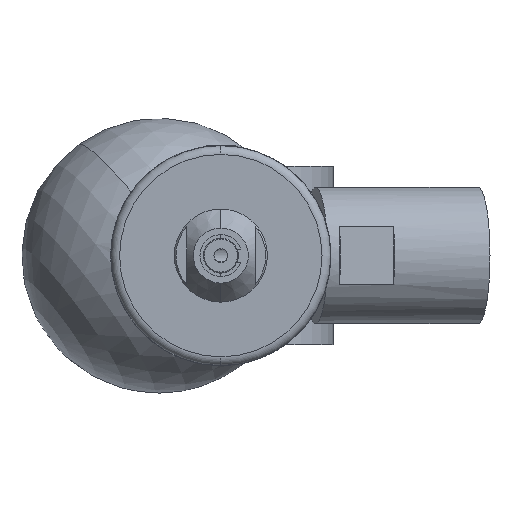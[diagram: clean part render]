
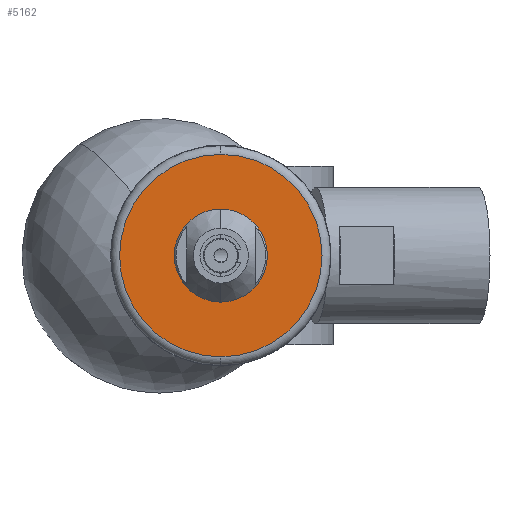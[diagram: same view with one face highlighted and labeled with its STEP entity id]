
A CAD part, left-side view. The second image highlights one B-rep face of the part: STEP entity #5162.
In plain terms, the highlighted planar face has unit normal (-1, 0, 0).
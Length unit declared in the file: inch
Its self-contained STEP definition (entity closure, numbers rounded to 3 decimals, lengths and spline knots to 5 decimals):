
#264 = FACE_BOUND ( 'NONE', #1136, .T. ) ;
#298 = EDGE_CURVE ( 'NONE', #2564, #5552, #2042, .T. ) ;
#358 = DIRECTION ( 'NONE',  ( -1., 0., 0. ) ) ;
#790 = VERTEX_POINT ( 'NONE', #7414 ) ;
#1045 = ORIENTED_EDGE ( 'NONE', *, *, #298, .T. ) ;
#1136 = EDGE_LOOP ( 'NONE', ( #2917, #7421 ) ) ;
#2042 = CIRCLE ( 'NONE', #3855, 0.46 ) ;
#2496 = DIRECTION ( 'NONE',  ( 0., 0., -1. ) ) ;
#2564 = VERTEX_POINT ( 'NONE', #5606 ) ;
#2751 = EDGE_LOOP ( 'NONE', ( #6977, #1045 ) ) ;
#2855 = CARTESIAN_POINT ( 'NONE',  ( -0.0305, 0., 0. ) ) ;
#2917 = ORIENTED_EDGE ( 'NONE', *, *, #6798, .F. ) ;
#3081 = EDGE_CURVE ( 'NONE', #11373, #790, #7653, .T. ) ;
#3530 = AXIS2_PLACEMENT_3D ( 'NONE', #12085, #358, #12395 ) ;
#3855 = AXIS2_PLACEMENT_3D ( 'NONE', #2855, #7230, #8120 ) ;
#4561 = AXIS2_PLACEMENT_3D ( 'NONE', #9993, #13528, #4765 ) ;
#4765 = DIRECTION ( 'NONE',  ( 0., 0., -1. ) ) ;
#5162 = ADVANCED_FACE ( 'NONE', ( #264, #5788 ), #11233, .F. ) ;
#5307 = CARTESIAN_POINT ( 'NONE',  ( -0.0305, 0., -0.46 ) ) ;
#5552 = VERTEX_POINT ( 'NONE', #5307 ) ;
#5606 = CARTESIAN_POINT ( 'NONE',  ( -0.0305, 0., 0.46 ) ) ;
#5731 = AXIS2_PLACEMENT_3D ( 'NONE', #6927, #13460, #6867 ) ;
#5788 = FACE_OUTER_BOUND ( 'NONE', #2751, .T. ) ;
#6798 = EDGE_CURVE ( 'NONE', #790, #11373, #13979, .T. ) ;
#6867 = DIRECTION ( 'NONE',  ( 0., 0., 1. ) ) ;
#6927 = CARTESIAN_POINT ( 'NONE',  ( -0.0305, 0., 0. ) ) ;
#6977 = ORIENTED_EDGE ( 'NONE', *, *, #9253, .T. ) ;
#7230 = DIRECTION ( 'NONE',  ( -1., 0., 0. ) ) ;
#7414 = CARTESIAN_POINT ( 'NONE',  ( -0.0305, 0., 0.114 ) ) ;
#7421 = ORIENTED_EDGE ( 'NONE', *, *, #3081, .F. ) ;
#7653 = CIRCLE ( 'NONE', #3530, 0.114 ) ;
#8120 = DIRECTION ( 'NONE',  ( 0., 0., -1. ) ) ;
#9253 = EDGE_CURVE ( 'NONE', #5552, #2564, #13118, .T. ) ;
#9993 = CARTESIAN_POINT ( 'NONE',  ( -0.0305, 0.5, 0. ) ) ;
#10153 = CARTESIAN_POINT ( 'NONE',  ( -0.0305, 0., 0. ) ) ;
#11233 = PLANE ( 'NONE',  #4561 ) ;
#11373 = VERTEX_POINT ( 'NONE', #13966 ) ;
#12085 = CARTESIAN_POINT ( 'NONE',  ( -0.0305, 0., 0. ) ) ;
#12272 = DIRECTION ( 'NONE',  ( -1., 0., 0. ) ) ;
#12395 = DIRECTION ( 'NONE',  ( 0., 0., 1. ) ) ;
#12875 = AXIS2_PLACEMENT_3D ( 'NONE', #10153, #12272, #2496 ) ;
#13118 = CIRCLE ( 'NONE', #12875, 0.46 ) ;
#13460 = DIRECTION ( 'NONE',  ( -1., 0., 0. ) ) ;
#13528 = DIRECTION ( 'NONE',  ( 1., 0., 0. ) ) ;
#13966 = CARTESIAN_POINT ( 'NONE',  ( -0.0305, 0., -0.114 ) ) ;
#13979 = CIRCLE ( 'NONE', #5731, 0.114 ) ;
